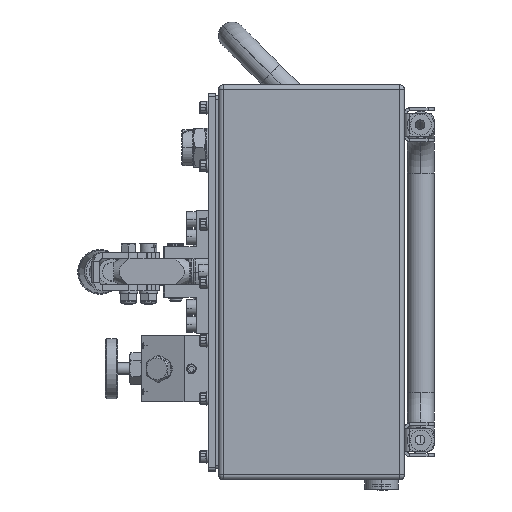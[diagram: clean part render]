
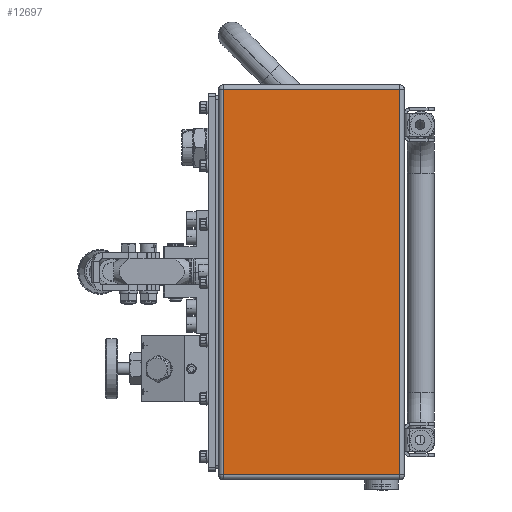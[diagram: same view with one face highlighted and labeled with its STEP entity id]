
A CAD part, left-side view. The second image highlights one B-rep face of the part: STEP entity #12697.
In plain terms, the highlighted planar face has unit normal (-1, 0, 0).
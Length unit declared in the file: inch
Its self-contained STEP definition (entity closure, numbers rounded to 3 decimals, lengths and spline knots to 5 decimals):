
#1815 = LINE ( 'NONE', #14485, #14180 ) ;
#4624 = PLANE ( 'NONE',  #51988 ) ;
#6522 = VERTEX_POINT ( 'NONE', #53231 ) ;
#8022 = ORIENTED_EDGE ( 'NONE', *, *, #19464, .T. ) ;
#8243 = VECTOR ( 'NONE', #37381, 39.37008 ) ;
#9322 = DIRECTION ( 'NONE',  ( 0., 1., 0. ) ) ;
#9332 = CARTESIAN_POINT ( 'NONE',  ( -5.76772, -6.06299, 5.95079 ) ) ;
#11389 = DIRECTION ( 'NONE',  ( 0., 0., -1. ) ) ;
#11712 = EDGE_CURVE ( 'NONE', #6522, #19533, #50255, .T. ) ;
#12697 = ADVANCED_FACE ( 'NONE', ( #37065 ), #4624, .T. ) ;
#12979 = DIRECTION ( 'NONE',  ( 0., 0., 1. ) ) ;
#14144 = EDGE_CURVE ( 'NONE', #19533, #26120, #38963, .T. ) ;
#14180 = VECTOR ( 'NONE', #35048, 39.37008 ) ;
#14485 = CARTESIAN_POINT ( 'NONE',  ( -5.76772, -5.90551, 6.10827 ) ) ;
#14922 = ORIENTED_EDGE ( 'NONE', *, *, #20373, .T. ) ;
#19464 = EDGE_CURVE ( 'NONE', #28140, #6522, #1815, .T. ) ;
#19533 = VERTEX_POINT ( 'NONE', #52009 ) ;
#20373 = EDGE_CURVE ( 'NONE', #26120, #28140, #20536, .T. ) ;
#20536 = LINE ( 'NONE', #50153, #8243 ) ;
#26120 = VERTEX_POINT ( 'NONE', #28300 ) ;
#28112 = VECTOR ( 'NONE', #9322, 39.37008 ) ;
#28140 = VERTEX_POINT ( 'NONE', #34826 ) ;
#28300 = CARTESIAN_POINT ( 'NONE',  ( -5.76772, -0.15748, -6.60827 ) ) ;
#28929 = ORIENTED_EDGE ( 'NONE', *, *, #11712, .T. ) ;
#31953 = CARTESIAN_POINT ( 'NONE',  ( -5.76772, -0.15748, 6.10827 ) ) ;
#33558 = CARTESIAN_POINT ( 'NONE',  ( -5.76772, -6.06299, 6.10827 ) ) ;
#34826 = CARTESIAN_POINT ( 'NONE',  ( -5.76772, -5.90551, -6.60827 ) ) ;
#35048 = DIRECTION ( 'NONE',  ( 0., 0., 1. ) ) ;
#37065 = FACE_OUTER_BOUND ( 'NONE', #53391, .T. ) ;
#37381 = DIRECTION ( 'NONE',  ( 0., -1., 0. ) ) ;
#37643 = VECTOR ( 'NONE', #11389, 39.37008 ) ;
#37738 = DIRECTION ( 'NONE',  ( -1., 0., 0. ) ) ;
#38963 = LINE ( 'NONE', #31953, #37643 ) ;
#40182 = ORIENTED_EDGE ( 'NONE', *, *, #14144, .T. ) ;
#50153 = CARTESIAN_POINT ( 'NONE',  ( -5.76772, -6.06299, -6.60827 ) ) ;
#50255 = LINE ( 'NONE', #9332, #28112 ) ;
#51988 = AXIS2_PLACEMENT_3D ( 'NONE', #33558, #37738, #12979 ) ;
#52009 = CARTESIAN_POINT ( 'NONE',  ( -5.76772, -0.15748, 5.95079 ) ) ;
#53231 = CARTESIAN_POINT ( 'NONE',  ( -5.76772, -5.90551, 5.95079 ) ) ;
#53391 = EDGE_LOOP ( 'NONE', ( #28929, #40182, #14922, #8022 ) ) ;
